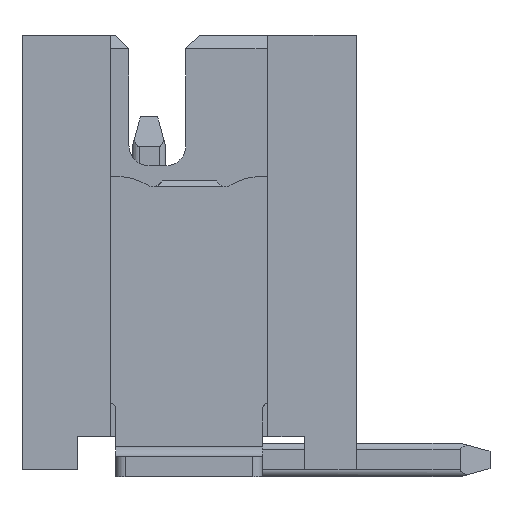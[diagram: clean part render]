
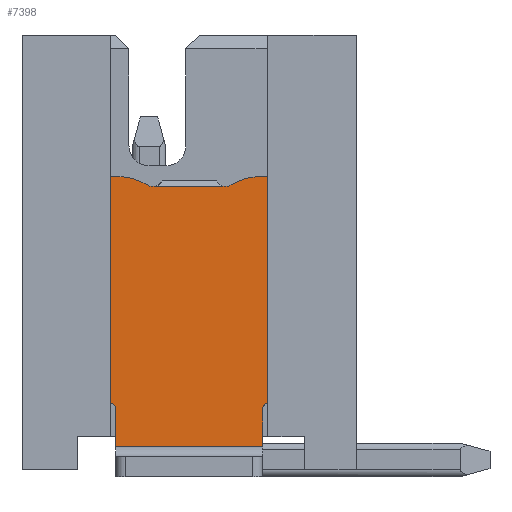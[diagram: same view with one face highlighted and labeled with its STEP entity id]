
A CAD part, left-side view. The second image highlights one B-rep face of the part: STEP entity #7398.
In plain terms, the highlighted planar face has unit normal (-1, 0, 0).
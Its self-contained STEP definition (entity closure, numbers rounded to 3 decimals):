
#74 = ORIENTED_EDGE ( 'NONE', *, *, #9771, .T. ) ;
#169 = EDGE_CURVE ( 'NONE', #8837, #3604, #11495, .T. ) ;
#205 = ORIENTED_EDGE ( 'NONE', *, *, #419, .T. ) ;
#380 = DIRECTION ( 'NONE',  ( 1., 0., 0. ) ) ;
#405 = VERTEX_POINT ( 'NONE', #8894 ) ;
#419 = EDGE_CURVE ( 'NONE', #3986, #405, #19594, .T. ) ;
#514 = EDGE_CURVE ( 'NONE', #12464, #3986, #3613, .T. ) ;
#636 = EDGE_CURVE ( 'NONE', #405, #8837, #5938, .T. ) ;
#681 = VERTEX_POINT ( 'NONE', #4849 ) ;
#717 = EDGE_CURVE ( 'NONE', #22368, #7949, #15490, .T. ) ;
#774 = FACE_OUTER_BOUND ( 'NONE', #15268, .T. ) ;
#1001 = DIRECTION ( 'NONE',  ( 0., -1., 0. ) ) ;
#1189 = DIRECTION ( 'NONE',  ( 0., 0., 1. ) ) ;
#1190 = EDGE_CURVE ( 'NONE', #7949, #7889, #12439, .T. ) ;
#1235 = VERTEX_POINT ( 'NONE', #9431 ) ;
#1300 = AXIS2_PLACEMENT_3D ( 'NONE', #6603, #380, #14634 ) ;
#1325 = DIRECTION ( 'NONE',  ( 0., 1., 0. ) ) ;
#1511 = CARTESIAN_POINT ( 'NONE',  ( -5.55, 1.525, 4.487 ) ) ;
#1518 = DIRECTION ( 'NONE',  ( 0., 0., 1. ) ) ;
#1677 = VECTOR ( 'NONE', #5487, 1000. ) ;
#1825 = DIRECTION ( 'NONE',  ( 0., 0., -1. ) ) ;
#2039 = DIRECTION ( 'NONE',  ( 0., 0., -1. ) ) ;
#2381 = PLANE ( 'NONE',  #24324 ) ;
#2558 = ORIENTED_EDGE ( 'NONE', *, *, #23426, .T. ) ;
#2632 = CIRCLE ( 'NONE', #22572, 0.084 ) ;
#2704 = EDGE_CURVE ( 'NONE', #19414, #10859, #15278, .T. ) ;
#2760 = CARTESIAN_POINT ( 'NONE',  ( -5.55, 0.611, 4.355 ) ) ;
#3107 = ORIENTED_EDGE ( 'NONE', *, *, #23735, .T. ) ;
#3151 = CARTESIAN_POINT ( 'NONE',  ( -5.55, 1.184, 1.1 ) ) ;
#3340 = DIRECTION ( 'NONE',  ( 0., -1., 0. ) ) ;
#3501 = ORIENTED_EDGE ( 'NONE', *, *, #2704, .T. ) ;
#3604 = VERTEX_POINT ( 'NONE', #11629 ) ;
#3613 = LINE ( 'NONE', #7604, #14909 ) ;
#3768 = ORIENTED_EDGE ( 'NONE', *, *, #25102, .T. ) ;
#3986 = VERTEX_POINT ( 'NONE', #16191 ) ;
#3993 = AXIS2_PLACEMENT_3D ( 'NONE', #5086, #5351, #1518 ) ;
#4092 = CARTESIAN_POINT ( 'NONE',  ( -5.55, -1.184, 1.1 ) ) ;
#4305 = ORIENTED_EDGE ( 'NONE', *, *, #1190, .T. ) ;
#4802 = VERTEX_POINT ( 'NONE', #16038 ) ;
#4849 = CARTESIAN_POINT ( 'NONE',  ( -5.55, -1.1, 1.016 ) ) ;
#5086 = CARTESIAN_POINT ( 'NONE',  ( -5.55, -0.543, 4.493 ) ) ;
#5351 = DIRECTION ( 'NONE',  ( 1., 0., 0. ) ) ;
#5487 = DIRECTION ( 'NONE',  ( 0., 0., -1. ) ) ;
#5639 = CARTESIAN_POINT ( 'NONE',  ( -5.55, -0.722, 4.41 ) ) ;
#5938 = LINE ( 'NONE', #9768, #9460 ) ;
#6076 = EDGE_CURVE ( 'NONE', #10614, #11938, #12686, .T. ) ;
#6430 = CARTESIAN_POINT ( 'NONE',  ( -5.55, -1.051, 3.746 ) ) ;
#6586 = ORIENTED_EDGE ( 'NONE', *, *, #636, .T. ) ;
#6603 = CARTESIAN_POINT ( 'NONE',  ( -5.55, 1.184, 1.016 ) ) ;
#6754 = DIRECTION ( 'NONE',  ( 0., 0., 1. ) ) ;
#7052 = EDGE_CURVE ( 'NONE', #681, #13088, #2632, .T. ) ;
#7398 = ADVANCED_FACE ( 'NONE', ( #774 ), #2381, .F. ) ;
#7604 = CARTESIAN_POINT ( 'NONE',  ( -5.55, 0.722, 4.41 ) ) ;
#7889 = VERTEX_POINT ( 'NONE', #20774 ) ;
#7949 = VERTEX_POINT ( 'NONE', #19677 ) ;
#8581 = CARTESIAN_POINT ( 'NONE',  ( -5.55, -1.525, 4.487 ) ) ;
#8837 = VERTEX_POINT ( 'NONE', #1511 ) ;
#8894 = CARTESIAN_POINT ( 'NONE',  ( -5.55, 1.051, 4.487 ) ) ;
#8997 = ORIENTED_EDGE ( 'NONE', *, *, #24417, .T. ) ;
#9425 = CARTESIAN_POINT ( 'NONE',  ( -5.55, 1.1, 1.016 ) ) ;
#9431 = CARTESIAN_POINT ( 'NONE',  ( -5.55, -1.525, 1.1 ) ) ;
#9460 = VECTOR ( 'NONE', #11863, 1000. ) ;
#9544 = ORIENTED_EDGE ( 'NONE', *, *, #7052, .T. ) ;
#9768 = CARTESIAN_POINT ( 'NONE',  ( -5.55, 1.525, 4.487 ) ) ;
#9771 = EDGE_CURVE ( 'NONE', #10859, #681, #15208, .T. ) ;
#9890 = CARTESIAN_POINT ( 'NONE',  ( -5.55, 0.543, 4.493 ) ) ;
#10606 = DIRECTION ( 'NONE',  ( -1., 0., 0. ) ) ;
#10614 = VERTEX_POINT ( 'NONE', #3151 ) ;
#10806 = VECTOR ( 'NONE', #1001, 1000. ) ;
#10859 = VERTEX_POINT ( 'NONE', #14266 ) ;
#11077 = ORIENTED_EDGE ( 'NONE', *, *, #23371, .T. ) ;
#11263 = ORIENTED_EDGE ( 'NONE', *, *, #17872, .T. ) ;
#11296 = VERTEX_POINT ( 'NONE', #8581 ) ;
#11312 = CARTESIAN_POINT ( 'NONE',  ( -5.55, -1.1, 0.45 ) ) ;
#11495 = LINE ( 'NONE', #21228, #20450 ) ;
#11537 = CARTESIAN_POINT ( 'NONE',  ( -5.55, -1.525, 1.1 ) ) ;
#11629 = CARTESIAN_POINT ( 'NONE',  ( -5.55, 1.525, 1.1 ) ) ;
#11682 = DIRECTION ( 'NONE',  ( 0., 0.896, 0.444 ) ) ;
#11863 = DIRECTION ( 'NONE',  ( 0., 1., 0. ) ) ;
#11938 = VERTEX_POINT ( 'NONE', #20778 ) ;
#11943 = ORIENTED_EDGE ( 'NONE', *, *, #23432, .T. ) ;
#12021 = DIRECTION ( 'NONE',  ( 0., 0., 1. ) ) ;
#12139 = VERTEX_POINT ( 'NONE', #18049 ) ;
#12439 = CIRCLE ( 'NONE', #3993, 0.154 ) ;
#12464 = VERTEX_POINT ( 'NONE', #2760 ) ;
#12686 = CIRCLE ( 'NONE', #1300, 0.084 ) ;
#12779 = DIRECTION ( 'NONE',  ( 0., 0.896, -0.444 ) ) ;
#13088 = VERTEX_POINT ( 'NONE', #4092 ) ;
#13373 = DIRECTION ( 'NONE',  ( 0., 0., -1. ) ) ;
#13570 = AXIS2_PLACEMENT_3D ( 'NONE', #6430, #20065, #2039 ) ;
#13636 = ORIENTED_EDGE ( 'NONE', *, *, #717, .T. ) ;
#13721 = CARTESIAN_POINT ( 'NONE',  ( -5.55, -1.525, 4.487 ) ) ;
#13889 = DIRECTION ( 'NONE',  ( 0., 1., 0. ) ) ;
#13998 = CIRCLE ( 'NONE', #13570, 0.741 ) ;
#14266 = CARTESIAN_POINT ( 'NONE',  ( -5.55, -1.1, 0.45 ) ) ;
#14519 = DIRECTION ( 'NONE',  ( 1., 0., 0. ) ) ;
#14634 = DIRECTION ( 'NONE',  ( 0., 0., 1. ) ) ;
#14909 = VECTOR ( 'NONE', #11682, 1000. ) ;
#15208 = LINE ( 'NONE', #19334, #17338 ) ;
#15268 = EDGE_LOOP ( 'NONE', ( #4305, #11263, #23405, #15785, #205, #6586, #16018, #2558, #16488, #11077, #3501, #74, #9544, #8997, #3107, #11943, #3768, #13636 ) ) ;
#15278 = LINE ( 'NONE', #11312, #10806 ) ;
#15490 = LINE ( 'NONE', #21049, #17509 ) ;
#15785 = ORIENTED_EDGE ( 'NONE', *, *, #514, .T. ) ;
#16018 = ORIENTED_EDGE ( 'NONE', *, *, #169, .T. ) ;
#16038 = CARTESIAN_POINT ( 'NONE',  ( -5.55, 0.501, 4.345 ) ) ;
#16191 = CARTESIAN_POINT ( 'NONE',  ( -5.55, 0.722, 4.41 ) ) ;
#16195 = AXIS2_PLACEMENT_3D ( 'NONE', #25135, #10606, #16814 ) ;
#16488 = ORIENTED_EDGE ( 'NONE', *, *, #6076, .T. ) ;
#16814 = DIRECTION ( 'NONE',  ( 0., 0., 1. ) ) ;
#16864 = VECTOR ( 'NONE', #17383, 1000. ) ;
#17338 = VECTOR ( 'NONE', #1189, 1000. ) ;
#17383 = DIRECTION ( 'NONE',  ( 0., -1., 0. ) ) ;
#17509 = VECTOR ( 'NONE', #12779, 1000. ) ;
#17572 = DIRECTION ( 'NONE',  ( 1., 0., 0. ) ) ;
#17644 = CARTESIAN_POINT ( 'NONE',  ( -5.55, 1.1, 0.45 ) ) ;
#17872 = EDGE_CURVE ( 'NONE', #7889, #4802, #19459, .T. ) ;
#17895 = CARTESIAN_POINT ( 'NONE',  ( -5.55, -1.525, 4.487 ) ) ;
#18049 = CARTESIAN_POINT ( 'NONE',  ( -5.55, -1.051, 4.487 ) ) ;
#19334 = CARTESIAN_POINT ( 'NONE',  ( -5.55, -1.1, 1.016 ) ) ;
#19414 = VERTEX_POINT ( 'NONE', #17644 ) ;
#19459 = LINE ( 'NONE', #25508, #22564 ) ;
#19497 = LINE ( 'NONE', #11537, #25069 ) ;
#19594 = CIRCLE ( 'NONE', #16195, 0.741 ) ;
#19613 = LINE ( 'NONE', #13721, #22903 ) ;
#19677 = CARTESIAN_POINT ( 'NONE',  ( -5.55, -0.611, 4.355 ) ) ;
#20065 = DIRECTION ( 'NONE',  ( -1., 0., 0. ) ) ;
#20450 = VECTOR ( 'NONE', #23747, 1000. ) ;
#20649 = AXIS2_PLACEMENT_3D ( 'NONE', #9890, #17572, #1825 ) ;
#20774 = CARTESIAN_POINT ( 'NONE',  ( -5.55, -0.501, 4.345 ) ) ;
#20778 = CARTESIAN_POINT ( 'NONE',  ( -5.55, 1.1, 1.016 ) ) ;
#20895 = EDGE_CURVE ( 'NONE', #4802, #12464, #25365, .T. ) ;
#21049 = CARTESIAN_POINT ( 'NONE',  ( -5.55, -0.722, 4.41 ) ) ;
#21228 = CARTESIAN_POINT ( 'NONE',  ( -5.55, 1.525, 4.487 ) ) ;
#21557 = DIRECTION ( 'NONE',  ( 1., 0., 0. ) ) ;
#22075 = LINE ( 'NONE', #9425, #1677 ) ;
#22368 = VERTEX_POINT ( 'NONE', #5639 ) ;
#22564 = VECTOR ( 'NONE', #1325, 1000. ) ;
#22572 = AXIS2_PLACEMENT_3D ( 'NONE', #23295, #21557, #13373 ) ;
#22903 = VECTOR ( 'NONE', #12021, 1000. ) ;
#23295 = CARTESIAN_POINT ( 'NONE',  ( -5.55, -1.184, 1.016 ) ) ;
#23371 = EDGE_CURVE ( 'NONE', #11938, #19414, #22075, .T. ) ;
#23405 = ORIENTED_EDGE ( 'NONE', *, *, #20895, .T. ) ;
#23426 = EDGE_CURVE ( 'NONE', #3604, #10614, #25947, .T. ) ;
#23432 = EDGE_CURVE ( 'NONE', #11296, #12139, #23543, .T. ) ;
#23543 = LINE ( 'NONE', #17895, #25436 ) ;
#23735 = EDGE_CURVE ( 'NONE', #1235, #11296, #19613, .T. ) ;
#23747 = DIRECTION ( 'NONE',  ( 0., 0., -1. ) ) ;
#24072 = CARTESIAN_POINT ( 'NONE',  ( -5.55, 1.525, 1.1 ) ) ;
#24324 = AXIS2_PLACEMENT_3D ( 'NONE', #24952, #14519, #6754 ) ;
#24417 = EDGE_CURVE ( 'NONE', #13088, #1235, #19497, .T. ) ;
#24952 = CARTESIAN_POINT ( 'NONE',  ( -5.55, 1.051, 3.746 ) ) ;
#25069 = VECTOR ( 'NONE', #3340, 1000. ) ;
#25102 = EDGE_CURVE ( 'NONE', #12139, #22368, #13998, .T. ) ;
#25135 = CARTESIAN_POINT ( 'NONE',  ( -5.55, 1.051, 3.746 ) ) ;
#25365 = CIRCLE ( 'NONE', #20649, 0.154 ) ;
#25436 = VECTOR ( 'NONE', #13889, 1000. ) ;
#25508 = CARTESIAN_POINT ( 'NONE',  ( -5.55, 1.051, 4.345 ) ) ;
#25947 = LINE ( 'NONE', #24072, #16864 ) ;
